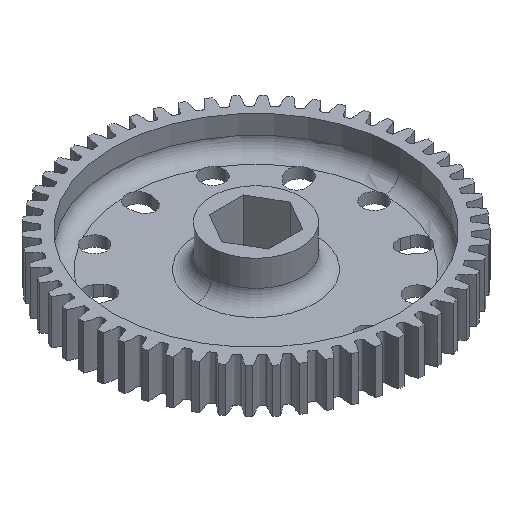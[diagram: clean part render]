
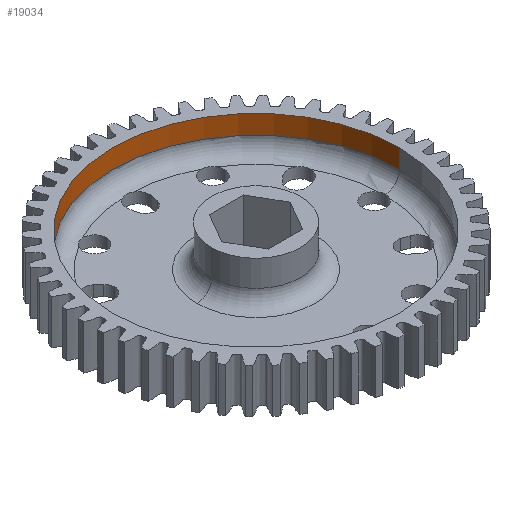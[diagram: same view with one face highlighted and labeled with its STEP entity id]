
A CAD part, isometric view. The second image highlights one B-rep face of the part: STEP entity #19034.
In plain terms, the highlighted cylindrical face has radius 30.797 mm (diameter 61.595 mm), a partial arc.
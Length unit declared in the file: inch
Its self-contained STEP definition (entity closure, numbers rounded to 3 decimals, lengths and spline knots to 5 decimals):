
#123 = DIRECTION ( 'NONE',  ( 0., 0., 1. ) ) ;
#636 = DIRECTION ( 'NONE',  ( 1., 0., 0. ) ) ;
#1579 = ORIENTED_EDGE ( 'NONE', *, *, #16979, .T. ) ;
#2213 = VECTOR ( 'NONE', #23045, 39.37008 ) ;
#3499 = LINE ( 'NONE', #18777, #2213 ) ;
#4226 = ORIENTED_EDGE ( 'NONE', *, *, #11441, .T. ) ;
#5065 = AXIS2_PLACEMENT_3D ( 'NONE', #11762, #20456, #12183 ) ;
#7681 = CARTESIAN_POINT ( 'NONE',  ( 1.2125, 0., -3.61697 ) ) ;
#8030 = VERTEX_POINT ( 'NONE', #16339 ) ;
#8693 = CIRCLE ( 'NONE', #12338, 1.2125 ) ;
#10332 = EDGE_CURVE ( 'NONE', #10576, #21674, #3499, .T. ) ;
#10576 = VERTEX_POINT ( 'NONE', #26972 ) ;
#11441 = EDGE_CURVE ( 'NONE', #10576, #8030, #25460, .T. ) ;
#11762 = CARTESIAN_POINT ( 'NONE',  ( 0., 0., -3.61697 ) ) ;
#11773 = CARTESIAN_POINT ( 'NONE',  ( 0., 0., 0.0275 ) ) ;
#12183 = DIRECTION ( 'NONE',  ( 1., 0., 0. ) ) ;
#12264 = DIRECTION ( 'NONE',  ( 0., 0., 1. ) ) ;
#12338 = AXIS2_PLACEMENT_3D ( 'NONE', #12401, #123, #26351 ) ;
#12401 = CARTESIAN_POINT ( 'NONE',  ( 0., 0., 0.1875 ) ) ;
#16103 = VERTEX_POINT ( 'NONE', #22395 ) ;
#16336 = AXIS2_PLACEMENT_3D ( 'NONE', #11773, #27155, #636 ) ;
#16339 = CARTESIAN_POINT ( 'NONE',  ( 1.2125, 0., 0.0275 ) ) ;
#16341 = EDGE_CURVE ( 'NONE', #8030, #16103, #23090, .T. ) ;
#16964 = EDGE_LOOP ( 'NONE', ( #27112, #4226, #22971, #1579 ) ) ;
#16979 = EDGE_CURVE ( 'NONE', #16103, #21674, #8693, .T. ) ;
#18777 = CARTESIAN_POINT ( 'NONE',  ( -1.2125, 0., -3.61697 ) ) ;
#19034 = ADVANCED_FACE ( 'NONE', ( #27000 ), #22594, .F. ) ;
#20456 = DIRECTION ( 'NONE',  ( 0., 0., 1. ) ) ;
#21674 = VERTEX_POINT ( 'NONE', #24083 ) ;
#22395 = CARTESIAN_POINT ( 'NONE',  ( 1.2125, 0., 0.1875 ) ) ;
#22594 = CYLINDRICAL_SURFACE ( 'NONE', #5065, 1.2125 ) ;
#22971 = ORIENTED_EDGE ( 'NONE', *, *, #16341, .T. ) ;
#23045 = DIRECTION ( 'NONE',  ( 0., 0., 1. ) ) ;
#23090 = LINE ( 'NONE', #7681, #23249 ) ;
#23249 = VECTOR ( 'NONE', #12264, 39.37008 ) ;
#24083 = CARTESIAN_POINT ( 'NONE',  ( -1.2125, 0., 0.1875 ) ) ;
#25460 = CIRCLE ( 'NONE', #16336, 1.2125 ) ;
#26351 = DIRECTION ( 'NONE',  ( 1., 0., 0. ) ) ;
#26972 = CARTESIAN_POINT ( 'NONE',  ( -1.2125, 0., 0.0275 ) ) ;
#27000 = FACE_OUTER_BOUND ( 'NONE', #16964, .T. ) ;
#27112 = ORIENTED_EDGE ( 'NONE', *, *, #10332, .F. ) ;
#27155 = DIRECTION ( 'NONE',  ( 0., 0., -1. ) ) ;
